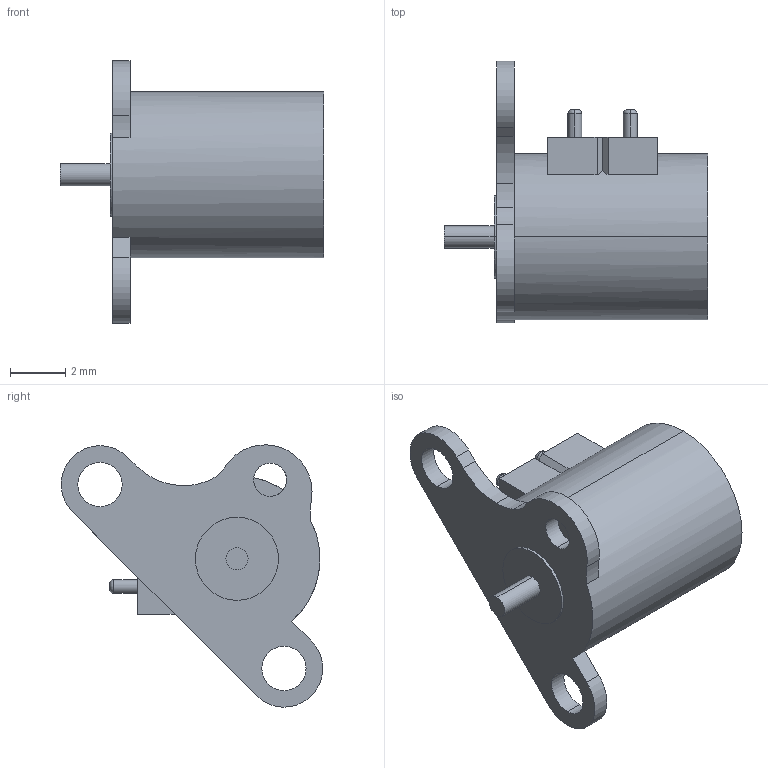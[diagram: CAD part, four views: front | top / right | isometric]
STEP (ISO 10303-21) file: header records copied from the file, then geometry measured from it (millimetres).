
FILE_DESCRIPTION (( 'STEP AP214' ), '1' );
FILE_NAME ('tinycar-motor.STEP', '2021-03-31T14:09:47', ( '' ), ( '' ), 'SwSTEP 2.0', 'SolidWorks 2019', '' );
FILE_SCHEMA (( 'AUTOMOTIVE_DESIGN' ));
Length unit declared in the file: inch
Products named in the file (2): tinycar-motor; tinycar-stepper
Assembly tree (1 placements, depth 2):
  tinycar-motor
    tinycar-stepper
Bounding box: 9.52 x 9.44 x 9.48 mm (x, y, z)
Volume: 242 mm3; surface area: 286.8 mm2
Topology: 1 solids, 1 shells, 70 faces, 173 edges, 111 vertices
Faces by surface type: plane 34, cylinder 28, torus 8
Entity records: 3095 total; most frequent: DIRECTION 403, CARTESIAN_POINT 370, ORIENTED_EDGE 346, EDGE_CURVE 173, AXIS2_PLACEMENT_3D 160, VERTEX_POINT 111, CIRCLE 86, VECTOR 83
